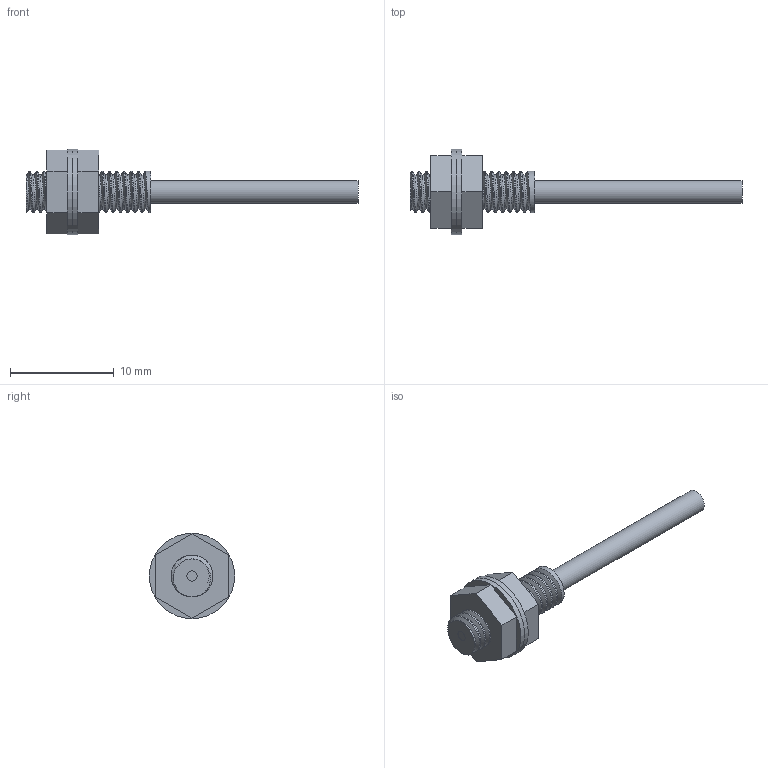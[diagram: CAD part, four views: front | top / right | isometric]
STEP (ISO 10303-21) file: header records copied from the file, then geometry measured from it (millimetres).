
FILE_DESCRIPTION(/* description */ (''),/* implementation_level */ '2;1');
FILE_NAME(/* name */ 'EX-T41HT.stp',/* time_stamp */ '2023-04-10T10:40:03+08:00',/* author */ (''),/* organization */ (''),/* preprocessor_version */ 'ST-DEVELOPER v16.7',/* originating_system */ 'SIEMENS PLM Software NX 12.0',/* authorisation */ '');
FILE_SCHEMA (('AUTOMOTIVE_DESIGN { 1 0 10303 214 3 1 1 1 }'));
Length unit declared in the file: millimetre
Products named in the file (1): EX-T41HT
Bounding box: 32 x 8.22 x 8.22 mm (x, y, z)
Volume: 414.8 mm3; surface area: 889 mm2
Topology: 6 solids, 6 shells, 34 faces, 63 edges, 42 vertices
Faces by surface type: plane 26, cylinder 6, bspline 2
Full cylindrical faces by diameter (mm): 1 x1, 2.2 x1, 8.216 x2
Entity records: 5800 total; most frequent: CARTESIAN_POINT 5093, DIRECTION 127, ORIENTED_EDGE 118, EDGE_CURVE 59, AXIS2_PLACEMENT_3D 44, VERTEX_POINT 42, EDGE_LOOP 39, LINE 39
